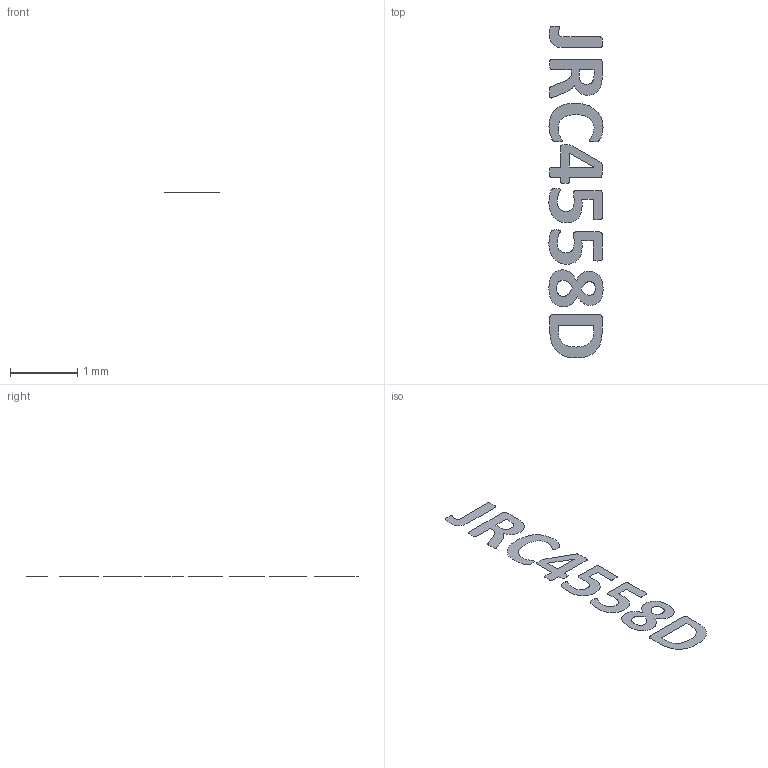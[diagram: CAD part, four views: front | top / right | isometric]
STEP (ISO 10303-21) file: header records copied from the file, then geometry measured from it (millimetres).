
FILE_DESCRIPTION(('FreeCAD Model'),'2;1');
FILE_NAME('JRC4558D.step','2018-08-18T01:21:46',( 'Author'),(''),'Open CASCADE STEP processor 7.2','FreeCAD','Unknown' );
FILE_SCHEMA(('AUTOMOTIVE_DESIGN { 1 0 10303 214 1 1 1 1 }'));
Length unit declared in the file: millimetre
Products named in the file (1): ShapeString
Bounding box: 0.8 x 4.93 x 0 mm (x, y, z)
Surface area: 1.9 mm2 (no closed solid volume)
Topology: 0 solids, 8 shells, 8 faces, 358 edges, 358 vertices
Faces by surface type: plane 8
Entity records: 5550 total; most frequent: CARTESIAN_POINT 2371, B_SPLINE_CURVE_WITH_KNOTS 644, ORIENTED_EDGE 358, EDGE_CURVE 358, VERTEX_POINT 358, SURFACE_CURVE 358, PCURVE 358, DEFINITIONAL_REPRESENTATION 358
